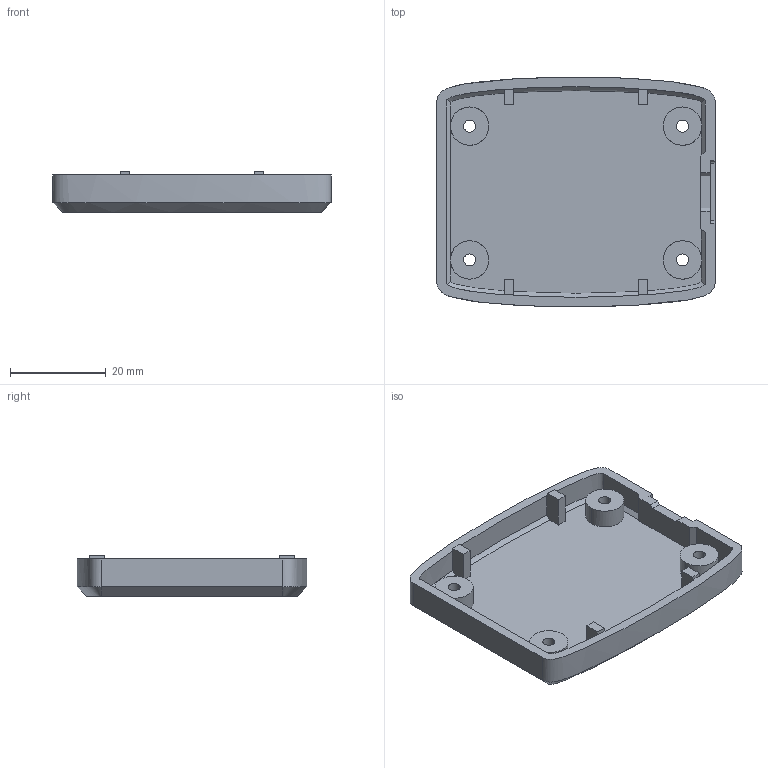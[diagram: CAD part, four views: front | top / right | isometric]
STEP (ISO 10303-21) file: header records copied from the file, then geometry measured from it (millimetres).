
FILE_DESCRIPTION (( 'STEP AP214' ), '1' );
FILE_NAME ('Bottom Cover_mini usb killer detector rev 02.STEP', '2021-08-14T18:31:33', ( '' ), ( '' ), 'SwSTEP 2.0', 'SolidWorks 2017', '' );
FILE_SCHEMA (( 'AUTOMOTIVE_DESIGN' ));
Length unit declared in the file: millimetre
Products named in the file (1): Bottom Cover_mini usb killer detector rev 02
Bounding box: 58.05 x 48 x 8.5 mm (x, y, z)
Volume: 7985.2 mm3; surface area: 8555 mm2
Topology: 1 solids, 1 shells, 101 faces, 273 edges, 178 vertices
Faces by surface type: plane 47, cylinder 26, bspline 20, torus 8
Entity records: 8625 total; most frequent: CARTESIAN_POINT 6145, ORIENTED_EDGE 546, DIRECTION 449, EDGE_CURVE 273, VERTEX_POINT 178, AXIS2_PLACEMENT_3D 150, LINE 149, VECTOR 149
